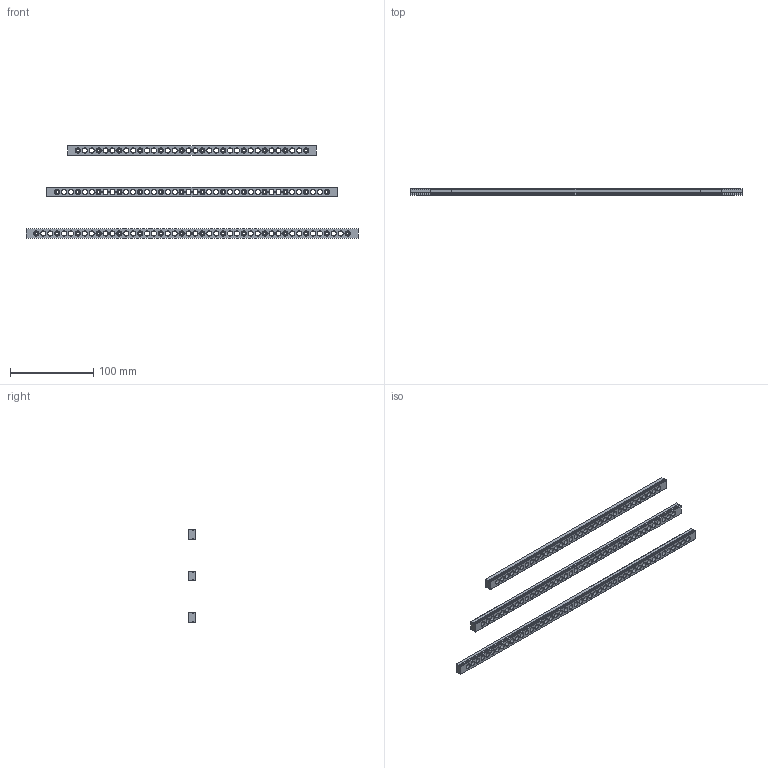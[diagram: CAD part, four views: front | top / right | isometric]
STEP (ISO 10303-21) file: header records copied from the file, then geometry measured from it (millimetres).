
FILE_DESCRIPTION(/* description */ ('','CAx-IF Rec.Pracs.---Representation and Presentation of Product Manufacturing Information (PMI)---4.0---2014-10-13'),/* implementation_level */ '2;1');
FILE_NAME(/* name */ 'Hollow_MGN12_rails.step',/* time_stamp */ '2025-02-03T18:36:03+01:00',/* author */ (''),/* organization */ (''),/* preprocessor_version */ 'ST-DEVELOPER v20',/* originating_system */ 'Autodesk Translation Framework v13.20.0.188',/* authorisation */ '');
FILE_SCHEMA (('AP242_MANAGED_MODEL_BASED_3D_ENGINEERING_MIM_LF { 1 0 10303 442 1 1 4 }'));
Length unit declared in the file: millimetre
Products named in the file (4): Hollow_MGN12_rails; Hollow_MGN12_rail_300mm; Hollow_MGN12_rail_350mm; Hollow_MGN12_rail_400mm
Assembly tree (3 placements, depth 2):
  Hollow_MGN12_rails
    Hollow_MGN12_rail_300mm
    Hollow_MGN12_rail_350mm
    Hollow_MGN12_rail_400mm
Bounding box: 400 x 8 x 112 mm (x, y, z)
Volume: 59941.2 mm3; surface area: 56667.5 mm2
Topology: 3 solids, 3 shells, 453 faces, 1132 edges, 730 vertices
Faces by surface type: cylinder 216, cone 126, plane 111
Full cylindrical faces by diameter (mm): 3.5 x42, 6 x120
Entity records: 14311 total; most frequent: DIRECTION 2652, CARTESIAN_POINT 2322, ORIENTED_EDGE 2264, EDGE_CURVE 1132, AXIS2_PLACEMENT_3D 1060, EDGE_LOOP 738, VERTEX_POINT 730, CIRCLE 600
